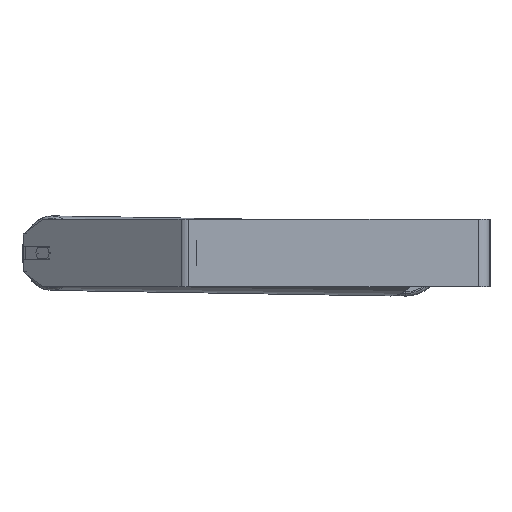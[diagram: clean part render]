
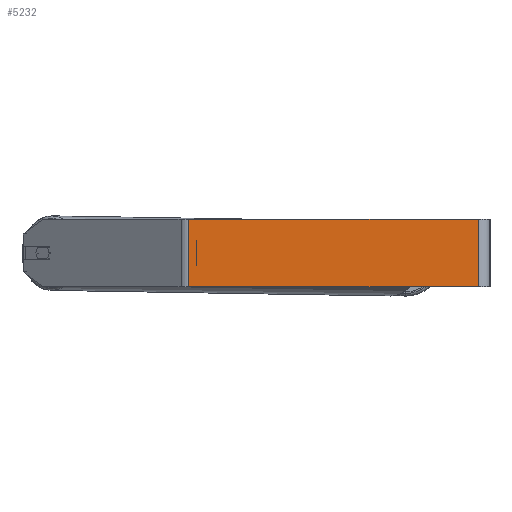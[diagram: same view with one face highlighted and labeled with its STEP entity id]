
A CAD part, left-side view. The second image highlights one B-rep face of the part: STEP entity #5232.
In plain terms, the highlighted planar face has unit normal (-1, 0, 0).
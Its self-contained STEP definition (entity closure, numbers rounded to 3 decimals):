
#274 = EDGE_CURVE ( 'NONE', #2858, #4320, #3945, .T. ) ;
#1014 = CARTESIAN_POINT ( 'NONE',  ( -1000., 14., -40. ) ) ;
#1648 = DIRECTION ( 'NONE',  ( 1., 0., 0. ) ) ;
#1682 = ORIENTED_EDGE ( 'NONE', *, *, #8061, .F. ) ;
#1883 = EDGE_CURVE ( 'NONE', #2858, #2348, #6336, .T. ) ;
#2230 = DIRECTION ( 'NONE',  ( 0., 0., -1. ) ) ;
#2247 = EDGE_LOOP ( 'NONE', ( #3340, #1682, #7967, #8566 ) ) ;
#2348 = VERTEX_POINT ( 'NONE', #6968 ) ;
#2858 = VERTEX_POINT ( 'NONE', #4400 ) ;
#3016 = CARTESIAN_POINT ( 'NONE',  ( -1000., 364.899, 40. ) ) ;
#3340 = ORIENTED_EDGE ( 'NONE', *, *, #7263, .T. ) ;
#3498 = AXIS2_PLACEMENT_3D ( 'NONE', #7095, #1648, #2230 ) ;
#3945 = LINE ( 'NONE', #6648, #7658 ) ;
#4220 = DIRECTION ( 'NONE',  ( 0., 0., -1. ) ) ;
#4270 = PLANE ( 'NONE',  #3498 ) ;
#4320 = VERTEX_POINT ( 'NONE', #7353 ) ;
#4400 = CARTESIAN_POINT ( 'NONE',  ( -1000., 359.804, 40. ) ) ;
#5232 = ADVANCED_FACE ( 'NONE', ( #8287 ), #4270, .F. ) ;
#5717 = DIRECTION ( 'NONE',  ( 0., -1., 0. ) ) ;
#6336 = LINE ( 'NONE', #3016, #7419 ) ;
#6589 = CARTESIAN_POINT ( 'NONE',  ( -1000., 364.899, -40. ) ) ;
#6635 = VECTOR ( 'NONE', #7897, 1000. ) ;
#6648 = CARTESIAN_POINT ( 'NONE',  ( -1000., 359.804, 40. ) ) ;
#6952 = LINE ( 'NONE', #7524, #7907 ) ;
#6968 = CARTESIAN_POINT ( 'NONE',  ( -1000., 14., 40. ) ) ;
#7095 = CARTESIAN_POINT ( 'NONE',  ( -1000., 364.899, 40. ) ) ;
#7210 = LINE ( 'NONE', #6589, #6635 ) ;
#7263 = EDGE_CURVE ( 'NONE', #4320, #8540, #7210, .T. ) ;
#7353 = CARTESIAN_POINT ( 'NONE',  ( -1000., 359.804, -40. ) ) ;
#7419 = VECTOR ( 'NONE', #5717, 1000. ) ;
#7524 = CARTESIAN_POINT ( 'NONE',  ( -1000., 14., 40. ) ) ;
#7658 = VECTOR ( 'NONE', #8001, 1000. ) ;
#7897 = DIRECTION ( 'NONE',  ( 0., -1., 0. ) ) ;
#7907 = VECTOR ( 'NONE', #4220, 1000. ) ;
#7967 = ORIENTED_EDGE ( 'NONE', *, *, #1883, .F. ) ;
#8001 = DIRECTION ( 'NONE',  ( 0., 0., -1. ) ) ;
#8061 = EDGE_CURVE ( 'NONE', #2348, #8540, #6952, .T. ) ;
#8287 = FACE_OUTER_BOUND ( 'NONE', #2247, .T. ) ;
#8540 = VERTEX_POINT ( 'NONE', #1014 ) ;
#8566 = ORIENTED_EDGE ( 'NONE', *, *, #274, .T. ) ;
